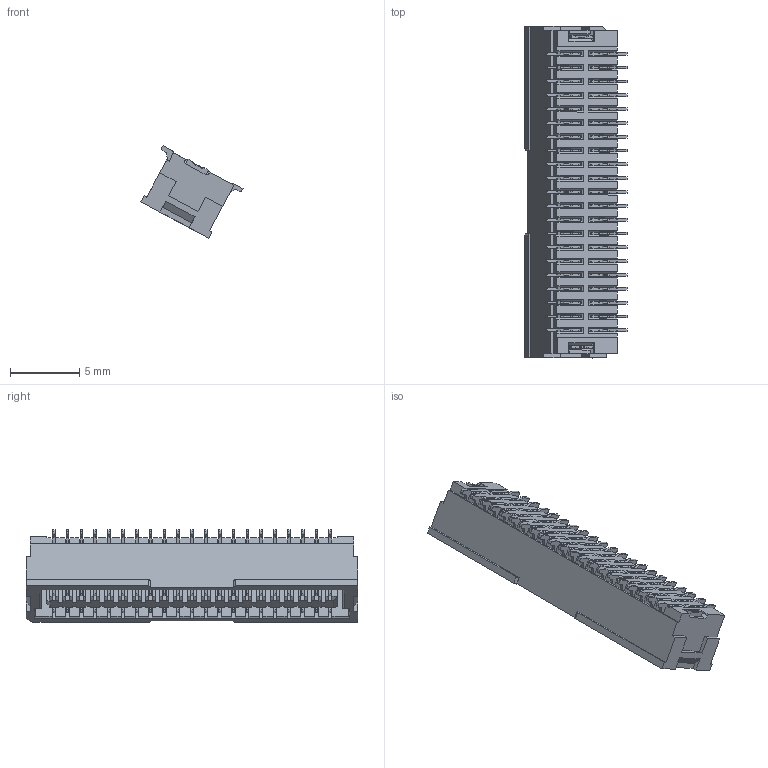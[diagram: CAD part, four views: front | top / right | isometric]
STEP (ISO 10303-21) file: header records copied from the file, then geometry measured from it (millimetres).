
FILE_DESCRIPTION (( 'STEP AP203' ), '1' );
FILE_NAME ('FWF10014-D42S83NAM.STEP', '2025-11-21T06:03:38', ( '' ), ( '' ), 'SwSTEP 2.0', 'SolidWorks 2021', '' );
FILE_SCHEMA (( 'CONFIG_CONTROL_DESIGN' ));
Products named in the file (1): FWF10014-D42S83NAM
Bounding box: 7.38 x 24 x 6.68 mm (x, y, z)
Volume: 341 mm3; surface area: 1707.7 mm2
Topology: 24 solids, 24 shells, 3793 faces, 11731 edges, 7757 vertices
Faces by surface type: plane 2303, cylinder 1450, bspline 40
Entity records: 131685 total; most frequent: CARTESIAN_POINT 26683, ORIENTED_EDGE 23462, DIRECTION 20545, EDGE_CURVE 11731, VECTOR 8573, LINE 8573, VERTEX_POINT 7757, AXIS2_PLACEMENT_3D 5986
